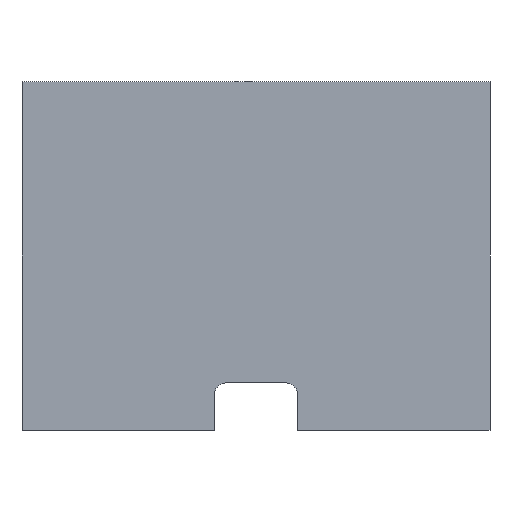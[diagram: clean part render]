
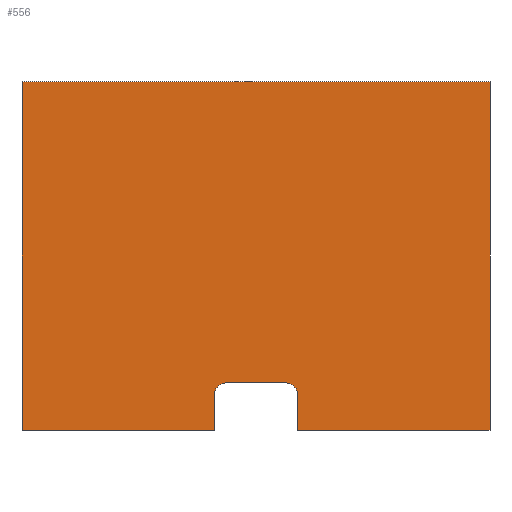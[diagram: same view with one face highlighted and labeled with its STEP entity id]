
A CAD part, front view. The second image highlights one B-rep face of the part: STEP entity #556.
In plain terms, the highlighted planar face has unit normal (0, -1, 0).
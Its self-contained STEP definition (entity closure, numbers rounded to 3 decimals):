
#36=PLANE('',#619);
#64=FACE_OUTER_BOUND('',#92,.T.);
#92=EDGE_LOOP('',(#513,#514,#515,#516,#517,#518,#519,#520,#521,#522));
#119=LINE('',#845,#185);
#128=LINE('',#865,#194);
#148=LINE('',#907,#214);
#151=LINE('',#911,#217);
#153=LINE('',#915,#219);
#154=LINE('',#918,#220);
#156=LINE('',#922,#222);
#158=LINE('',#925,#224);
#185=VECTOR('',#688,10.);
#194=VECTOR('',#705,10.);
#214=VECTOR('',#745,10.);
#217=VECTOR('',#750,10.);
#219=VECTOR('',#754,10.);
#220=VECTOR('',#757,10.);
#222=VECTOR('',#761,10.);
#224=VECTOR('',#765,10.);
#233=CIRCLE('',#597,2.);
#235=CIRCLE('',#601,2.);
#262=VERTEX_POINT('',#835);
#263=VERTEX_POINT('',#836);
#266=VERTEX_POINT('',#844);
#270=VERTEX_POINT('',#855);
#271=VERTEX_POINT('',#856);
#284=VERTEX_POINT('',#905);
#285=VERTEX_POINT('',#906);
#286=VERTEX_POINT('',#913);
#287=VERTEX_POINT('',#917);
#288=VERTEX_POINT('',#921);
#321=EDGE_CURVE('',#262,#263,#233,.T.);
#325=EDGE_CURVE('',#263,#266,#119,.T.);
#331=EDGE_CURVE('',#270,#271,#235,.T.);
#336=EDGE_CURVE('',#271,#262,#128,.T.);
#356=EDGE_CURVE('',#284,#285,#148,.T.);
#359=EDGE_CURVE('',#266,#284,#151,.T.);
#361=EDGE_CURVE('',#286,#270,#153,.T.);
#362=EDGE_CURVE('',#287,#286,#154,.T.);
#364=EDGE_CURVE('',#288,#287,#156,.T.);
#366=EDGE_CURVE('',#285,#288,#158,.T.);
#513=ORIENTED_EDGE('',*,*,#366,.F.);
#514=ORIENTED_EDGE('',*,*,#356,.F.);
#515=ORIENTED_EDGE('',*,*,#359,.F.);
#516=ORIENTED_EDGE('',*,*,#325,.F.);
#517=ORIENTED_EDGE('',*,*,#321,.F.);
#518=ORIENTED_EDGE('',*,*,#336,.F.);
#519=ORIENTED_EDGE('',*,*,#331,.F.);
#520=ORIENTED_EDGE('',*,*,#361,.F.);
#521=ORIENTED_EDGE('',*,*,#362,.F.);
#522=ORIENTED_EDGE('',*,*,#364,.F.);
#556=ADVANCED_FACE('',(#64),#36,.F.);
#597=AXIS2_PLACEMENT_3D('',#837,#680,#681);
#601=AXIS2_PLACEMENT_3D('',#857,#696,#697);
#619=AXIS2_PLACEMENT_3D('',#926,#766,#767);
#680=DIRECTION('center_axis',(0.,-1.,0.));
#681=DIRECTION('ref_axis',(-0.707,0.,0.707));
#688=DIRECTION('',(0.,0.,-1.));
#696=DIRECTION('center_axis',(0.,-1.,0.));
#697=DIRECTION('ref_axis',(0.707,0.,0.707));
#705=DIRECTION('',(-1.,0.,0.));
#745=DIRECTION('',(0.,0.,1.));
#750=DIRECTION('',(-1.,0.,0.));
#754=DIRECTION('',(0.,0.,1.));
#757=DIRECTION('',(-1.,0.,0.));
#761=DIRECTION('',(0.,0.,-1.));
#765=DIRECTION('',(1.,0.,0.));
#766=DIRECTION('center_axis',(0.,1.,0.));
#767=DIRECTION('ref_axis',(0.,0.,1.));
#835=CARTESIAN_POINT('',(-5.,0.,-21.3));
#836=CARTESIAN_POINT('',(-7.,0.,-23.3));
#837=CARTESIAN_POINT('Origin',(-5.,0.,-23.3));
#844=CARTESIAN_POINT('',(-7.,0.,-29.3));
#845=CARTESIAN_POINT('',(-7.,0.,-21.3));
#855=CARTESIAN_POINT('',(7.,0.,-23.3));
#856=CARTESIAN_POINT('',(5.,0.,-21.3));
#857=CARTESIAN_POINT('Origin',(5.,0.,-23.3));
#865=CARTESIAN_POINT('',(7.,0.,-21.3));
#905=CARTESIAN_POINT('',(-39.3,0.,-29.3));
#906=CARTESIAN_POINT('',(-39.3,0.,29.3));
#907=CARTESIAN_POINT('',(-39.3,0.,-29.3));
#911=CARTESIAN_POINT('',(39.3,0.,-29.3));
#913=CARTESIAN_POINT('',(7.,0.,-29.3));
#915=CARTESIAN_POINT('',(7.,0.,-29.3));
#917=CARTESIAN_POINT('',(39.3,0.,-29.3));
#918=CARTESIAN_POINT('',(39.3,0.,-29.3));
#921=CARTESIAN_POINT('',(39.3,0.,29.3));
#922=CARTESIAN_POINT('',(39.3,0.,29.3));
#925=CARTESIAN_POINT('',(-39.3,0.,29.3));
#926=CARTESIAN_POINT('Origin',(0.,0.,0.));
